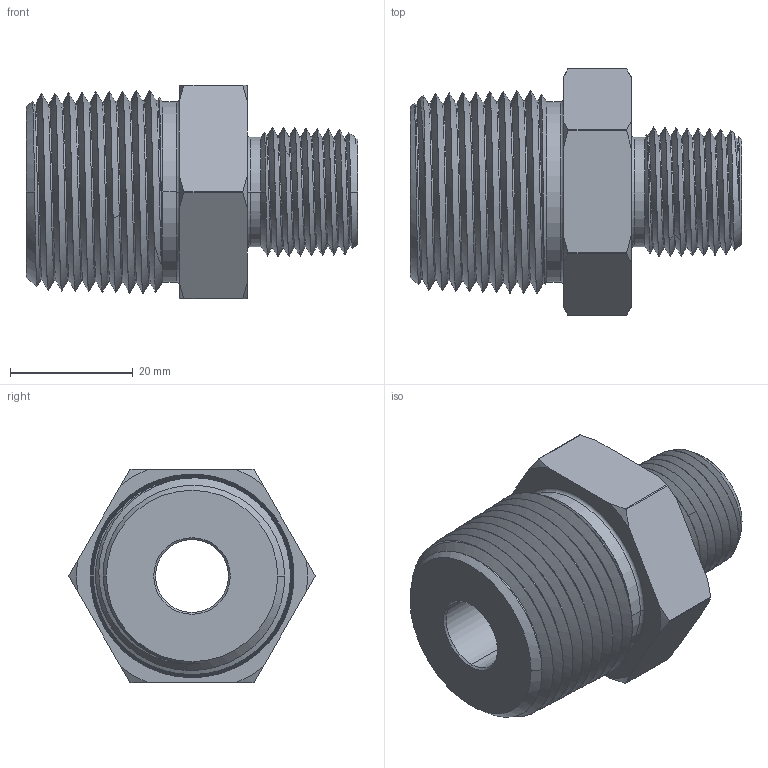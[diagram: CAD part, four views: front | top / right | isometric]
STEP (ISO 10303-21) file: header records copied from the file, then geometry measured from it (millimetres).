
FILE_DESCRIPTION((''),'2;1');
FILE_NAME('HEX_REDUCING_NIPPLE_H-SNR','2025-07-08T12:57:20',('Administrator'),(''),'CREO PARAMETRIC BY PTC INC, 2020414','CREO PARAMETRIC BY PTC INC, 2020414','');
FILE_SCHEMA(('AUTOMOTIVE_DESIGN { 1 0 10303 214 1 1 1 1 }'));
Length unit declared in the file: millimetre
Products named in the file (1): HEX_REDUCING_NIPPLE_H-SNR
Bounding box: 54.1 x 40.24 x 34.9 mm (x, y, z)
Volume: 29093 mm3; surface area: 11144.5 mm2
Topology: 1 solids, 1 shells, 97 faces, 266 edges, 186 vertices
Faces by surface type: cone 53, bspline 18, cylinder 12, plane 10, torus 4
Entity records: 8887 total; most frequent: CARTESIAN_POINT 6511, ORIENTED_EDGE 518, DIRECTION 344, EDGE_CURVE 259, VERTEX_POINT 166, B_SPLINE_CURVE_WITH_KNOTS 130, AXIS2_PLACEMENT_3D 128, COLOUR_RGB 116
